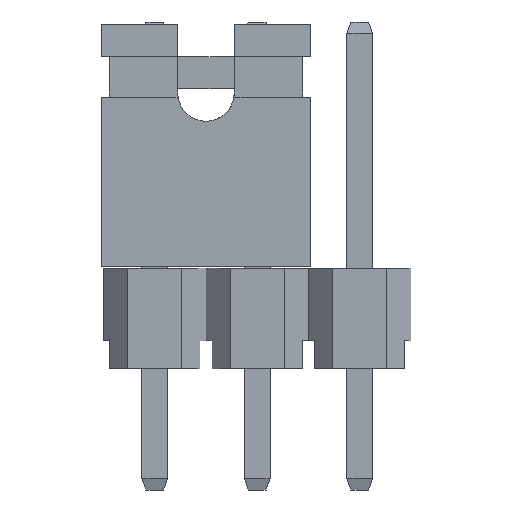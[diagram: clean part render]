
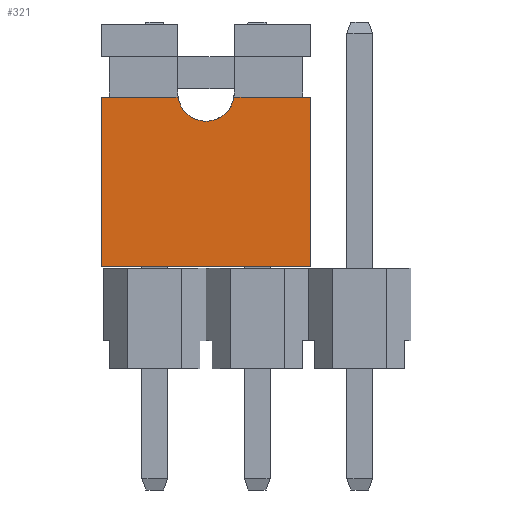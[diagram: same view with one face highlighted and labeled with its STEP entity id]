
A CAD part, front view. The second image highlights one B-rep face of the part: STEP entity #321.
In plain terms, the highlighted planar face has unit normal (0, -1, 0).
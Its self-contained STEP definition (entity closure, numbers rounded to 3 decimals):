
#321=ADVANCED_FACE('',(#2800),#2802,.T.);
#2800=FACE_BOUND('',#2801,.T.);
#2801=EDGE_LOOP('',(#4755,#4756,#4757,#4758,#4759,#4760));
#2802=PLANE('',#2803);
#2803=AXIS2_PLACEMENT_3D('',#2804,#2805,#2806);
#2804=CARTESIAN_POINT('',(-2.6,-1.2,2.5));
#2805=DIRECTION('',(0.,-1.,0.));
#2806=DIRECTION('',(1.,0.,0.));
#4755=ORIENTED_EDGE('',*,*,#6097,.T.);
#4756=ORIENTED_EDGE('',*,*,#6098,.T.);
#4757=ORIENTED_EDGE('',*,*,#6099,.F.);
#4758=ORIENTED_EDGE('',*,*,#6100,.T.);
#4759=ORIENTED_EDGE('',*,*,#6101,.T.);
#4760=ORIENTED_EDGE('',*,*,#6102,.T.);
#6097=EDGE_CURVE('',#6839,#6840,#6841,.F.);
#6098=EDGE_CURVE('',#6840,#6842,#6843,.F.);
#6099=EDGE_CURVE('',#6844,#6842,#6845,.T.);
#6100=EDGE_CURVE('',#6844,#6846,#6847,.T.);
#6101=EDGE_CURVE('',#6846,#6848,#6849,.T.);
#6102=EDGE_CURVE('',#6848,#6839,#6850,.F.);
#6839=VERTEX_POINT('',#8091);
#6840=VERTEX_POINT('',#8092);
#6841=CIRCLE('',#8093,0.7);
#6842=VERTEX_POINT('',#8097);
#6843=LINE('',#8098,#8099);
#6844=VERTEX_POINT('',#8101);
#6845=LINE('',#8102,#8103);
#6846=VERTEX_POINT('',#8105);
#6847=LINE('',#8106,#8107);
#6848=VERTEX_POINT('',#8109);
#6849=LINE('',#8110,#8111);
#6850=LINE('',#8113,#8114);
#8091=CARTESIAN_POINT('',(0.693,-1.2,6.7));
#8092=CARTESIAN_POINT('',(-0.693,-1.2,6.7));
#8093=AXIS2_PLACEMENT_3D('',#8094,#8095,#8096);
#8094=CARTESIAN_POINT('',(0.,-1.2,6.8));
#8095=DIRECTION('',(0.,-1.,0.));
#8096=DIRECTION('',(-0.99,0.,-0.143));
#8097=CARTESIAN_POINT('',(-2.6,-1.2,6.7));
#8098=CARTESIAN_POINT('',(-2.6,-1.2,6.7));
#8099=VECTOR('',#8100,1.);
#8100=DIRECTION('',(1.,0.,0.));
#8101=CARTESIAN_POINT('',(-2.6,-1.2,2.5));
#8102=CARTESIAN_POINT('',(-2.6,-1.2,2.5));
#8103=VECTOR('',#8104,1.);
#8104=DIRECTION('',(0.,0.,1.));
#8105=CARTESIAN_POINT('',(2.6,-1.2,2.5));
#8106=CARTESIAN_POINT('',(-2.6,-1.2,2.5));
#8107=VECTOR('',#8108,1.);
#8108=DIRECTION('',(1.,0.,0.));
#8109=CARTESIAN_POINT('',(2.6,-1.2,6.7));
#8110=CARTESIAN_POINT('',(2.6,-1.2,2.5));
#8111=VECTOR('',#8112,1.);
#8112=DIRECTION('',(0.,0.,1.));
#8113=CARTESIAN_POINT('',(0.693,-1.2,6.7));
#8114=VECTOR('',#8115,1.);
#8115=DIRECTION('',(1.,0.,0.));
